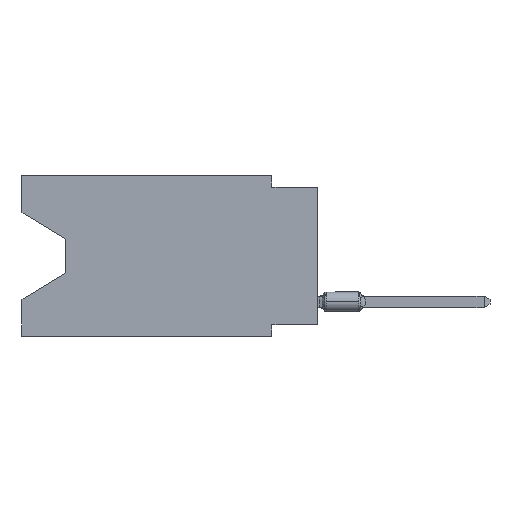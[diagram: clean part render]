
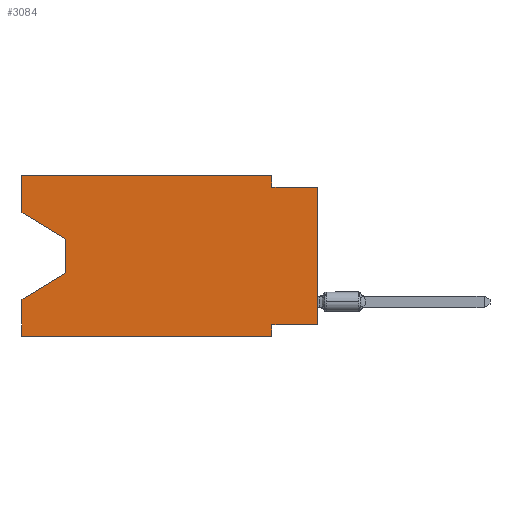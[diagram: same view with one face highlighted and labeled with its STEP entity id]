
A CAD part, left-side view. The second image highlights one B-rep face of the part: STEP entity #3084.
In plain terms, the highlighted planar face has unit normal (-1, 0, 0).
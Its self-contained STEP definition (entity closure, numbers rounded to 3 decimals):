
#42 = VERTEX_POINT ( 'NONE', #7148 ) ;
#381 = CARTESIAN_POINT ( 'NONE',  ( 0., 16.383, 0. ) ) ;
#404 = DIRECTION ( 'NONE',  ( 0., 0., 1. ) ) ;
#577 = CARTESIAN_POINT ( 'NONE',  ( 0., 2.54, -8.255 ) ) ;
#622 = DIRECTION ( 'NONE',  ( 0., 0., -1. ) ) ;
#796 = LINE ( 'NONE', #12137, #3891 ) ;
#1289 = VECTOR ( 'NONE', #15579, 1000. ) ;
#1399 = ORIENTED_EDGE ( 'NONE', *, *, #5220, .T. ) ;
#1420 = CARTESIAN_POINT ( 'NONE',  ( 0., 16.383, -2.038 ) ) ;
#2023 = EDGE_CURVE ( 'NONE', #2777, #12016, #16207, .T. ) ;
#2062 = VECTOR ( 'NONE', #404, 1000. ) ;
#2730 = EDGE_CURVE ( 'NONE', #2777, #8724, #10718, .T. ) ;
#2765 = EDGE_CURVE ( 'NONE', #7304, #13995, #6945, .T. ) ;
#2777 = VERTEX_POINT ( 'NONE', #5772 ) ;
#2837 = DIRECTION ( 'NONE',  ( 0., -1., 0. ) ) ;
#2894 = LINE ( 'NONE', #9247, #16070 ) ;
#3084 = ADVANCED_FACE ( 'NONE', ( #13380 ), #8177, .F. ) ;
#3091 = VECTOR ( 'NONE', #16198, 1000. ) ;
#3209 = CARTESIAN_POINT ( 'NONE',  ( 0., 16.383, -8.89 ) ) ;
#3317 = CARTESIAN_POINT ( 'NONE',  ( 0., 16.383, -8.89 ) ) ;
#3891 = VECTOR ( 'NONE', #622, 1000. ) ;
#4111 = LINE ( 'NONE', #5999, #1289 ) ;
#4119 = CARTESIAN_POINT ( 'NONE',  ( 0., 16.383, 0. ) ) ;
#4341 = LINE ( 'NONE', #8020, #10658 ) ;
#4379 = EDGE_CURVE ( 'NONE', #7284, #12016, #12282, .T. ) ;
#4479 = VECTOR ( 'NONE', #13317, 1000. ) ;
#5046 = CARTESIAN_POINT ( 'NONE',  ( 0., 2.54, -0.635 ) ) ;
#5144 = EDGE_CURVE ( 'NONE', #6437, #7284, #796, .T. ) ;
#5220 = EDGE_CURVE ( 'NONE', #7304, #13123, #6318, .T. ) ;
#5772 = CARTESIAN_POINT ( 'NONE',  ( 0., 0., -8.255 ) ) ;
#5999 = CARTESIAN_POINT ( 'NONE',  ( 0., 13.97, -3.505 ) ) ;
#6126 = EDGE_CURVE ( 'NONE', #13692, #14747, #8417, .T. ) ;
#6227 = EDGE_CURVE ( 'NONE', #13123, #42, #4111, .T. ) ;
#6305 = ORIENTED_EDGE ( 'NONE', *, *, #14288, .T. ) ;
#6318 = LINE ( 'NONE', #11443, #13246 ) ;
#6437 = VERTEX_POINT ( 'NONE', #10433 ) ;
#6513 = DIRECTION ( 'NONE',  ( 0., 0.855, -0.519 ) ) ;
#6945 = LINE ( 'NONE', #7020, #2062 ) ;
#7020 = CARTESIAN_POINT ( 'NONE',  ( 0., 16.383, 0. ) ) ;
#7148 = CARTESIAN_POINT ( 'NONE',  ( 0., 13.97, -5.385 ) ) ;
#7284 = VERTEX_POINT ( 'NONE', #5046 ) ;
#7304 = VERTEX_POINT ( 'NONE', #1420 ) ;
#7478 = ORIENTED_EDGE ( 'NONE', *, *, #7883, .F. ) ;
#7572 = CARTESIAN_POINT ( 'NONE',  ( 0., 2.54, -8.89 ) ) ;
#7883 = EDGE_CURVE ( 'NONE', #13995, #6437, #4341, .T. ) ;
#8020 = CARTESIAN_POINT ( 'NONE',  ( 0., 16.383, 0. ) ) ;
#8098 = DIRECTION ( 'NONE',  ( 1., 0., 0. ) ) ;
#8177 = PLANE ( 'NONE',  #10108 ) ;
#8240 = VECTOR ( 'NONE', #2837, 1000. ) ;
#8417 = LINE ( 'NONE', #3317, #8240 ) ;
#8724 = VERTEX_POINT ( 'NONE', #577 ) ;
#8837 = ORIENTED_EDGE ( 'NONE', *, *, #2765, .F. ) ;
#8866 = LINE ( 'NONE', #16409, #11799 ) ;
#8948 = ORIENTED_EDGE ( 'NONE', *, *, #4379, .F. ) ;
#9194 = VERTEX_POINT ( 'NONE', #14871 ) ;
#9247 = CARTESIAN_POINT ( 'NONE',  ( 0., 16.383, 0. ) ) ;
#9691 = EDGE_CURVE ( 'NONE', #8724, #14747, #16378, .T. ) ;
#10108 = AXIS2_PLACEMENT_3D ( 'NONE', #381, #8098, #11887 ) ;
#10195 = CARTESIAN_POINT ( 'NONE',  ( 0., 2.54, -8.89 ) ) ;
#10433 = CARTESIAN_POINT ( 'NONE',  ( 0., 2.54, 0. ) ) ;
#10448 = ORIENTED_EDGE ( 'NONE', *, *, #5144, .F. ) ;
#10658 = VECTOR ( 'NONE', #13138, 1000. ) ;
#10718 = LINE ( 'NONE', #15902, #4479 ) ;
#11429 = VECTOR ( 'NONE', #14960, 1000. ) ;
#11443 = CARTESIAN_POINT ( 'NONE',  ( 0., 16.383, -2.038 ) ) ;
#11776 = ORIENTED_EDGE ( 'NONE', *, *, #9691, .F. ) ;
#11799 = VECTOR ( 'NONE', #6513, 1000. ) ;
#11887 = DIRECTION ( 'NONE',  ( 0., 0., -1. ) ) ;
#12016 = VERTEX_POINT ( 'NONE', #15790 ) ;
#12137 = CARTESIAN_POINT ( 'NONE',  ( 0., 2.54, 0. ) ) ;
#12282 = LINE ( 'NONE', #13596, #13493 ) ;
#12307 = ORIENTED_EDGE ( 'NONE', *, *, #2730, .F. ) ;
#12650 = ORIENTED_EDGE ( 'NONE', *, *, #2023, .T. ) ;
#13123 = VERTEX_POINT ( 'NONE', #15066 ) ;
#13138 = DIRECTION ( 'NONE',  ( 0., -1., 0. ) ) ;
#13246 = VECTOR ( 'NONE', #16542, 1000. ) ;
#13314 = ORIENTED_EDGE ( 'NONE', *, *, #6227, .T. ) ;
#13317 = DIRECTION ( 'NONE',  ( 0., 1., 0. ) ) ;
#13380 = FACE_OUTER_BOUND ( 'NONE', #13554, .T. ) ;
#13493 = VECTOR ( 'NONE', #13982, 1000. ) ;
#13554 = EDGE_LOOP ( 'NONE', ( #1399, #13314, #6305, #16088, #15898, #11776, #12307, #12650, #8948, #10448, #7478, #8837 ) ) ;
#13596 = CARTESIAN_POINT ( 'NONE',  ( 0., 0., -0.635 ) ) ;
#13692 = VERTEX_POINT ( 'NONE', #3209 ) ;
#13982 = DIRECTION ( 'NONE',  ( 0., -1., 0. ) ) ;
#13995 = VERTEX_POINT ( 'NONE', #4119 ) ;
#14288 = EDGE_CURVE ( 'NONE', #42, #9194, #8866, .T. ) ;
#14446 = DIRECTION ( 'NONE',  ( 0., 0., 1. ) ) ;
#14747 = VERTEX_POINT ( 'NONE', #10195 ) ;
#14784 = CARTESIAN_POINT ( 'NONE',  ( 0., 0., 0. ) ) ;
#14871 = CARTESIAN_POINT ( 'NONE',  ( 0., 16.383, -6.852 ) ) ;
#14929 = EDGE_CURVE ( 'NONE', #13692, #9194, #2894, .T. ) ;
#14960 = DIRECTION ( 'NONE',  ( 0., 0., 1. ) ) ;
#15066 = CARTESIAN_POINT ( 'NONE',  ( 0., 13.97, -3.505 ) ) ;
#15579 = DIRECTION ( 'NONE',  ( 0., 0., -1. ) ) ;
#15790 = CARTESIAN_POINT ( 'NONE',  ( 0., 0., -0.635 ) ) ;
#15898 = ORIENTED_EDGE ( 'NONE', *, *, #6126, .T. ) ;
#15902 = CARTESIAN_POINT ( 'NONE',  ( 0., 0., -8.255 ) ) ;
#16070 = VECTOR ( 'NONE', #14446, 1000. ) ;
#16088 = ORIENTED_EDGE ( 'NONE', *, *, #14929, .F. ) ;
#16198 = DIRECTION ( 'NONE',  ( 0., 0., -1. ) ) ;
#16207 = LINE ( 'NONE', #14784, #11429 ) ;
#16378 = LINE ( 'NONE', #7572, #3091 ) ;
#16409 = CARTESIAN_POINT ( 'NONE',  ( 0., 13.97, -5.385 ) ) ;
#16542 = DIRECTION ( 'NONE',  ( 0., -0.855, -0.519 ) ) ;
